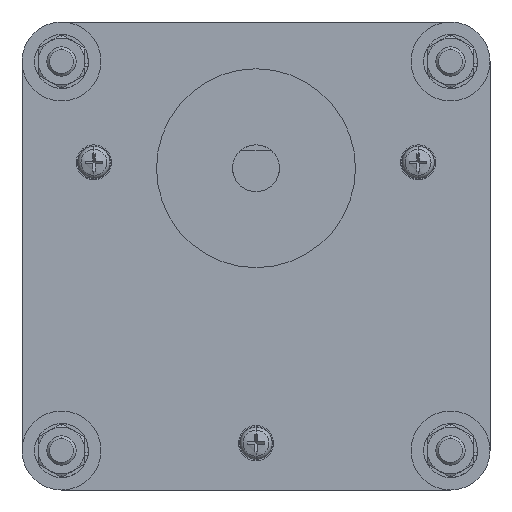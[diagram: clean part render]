
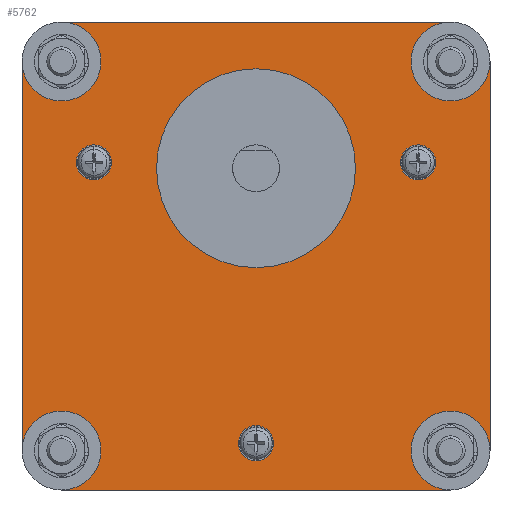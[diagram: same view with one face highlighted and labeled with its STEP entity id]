
A CAD part, left-side view. The second image highlights one B-rep face of the part: STEP entity #5762.
In plain terms, the highlighted planar face has unit normal (-1, 0, 0).
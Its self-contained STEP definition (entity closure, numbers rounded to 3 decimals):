
#5281=CARTESIAN_POINT('POINT5688',(0.5,
   0.,17.));
#5282=VERTEX_POINT('VERTEX5688',#5281);
#5289=CARTESIAN_POINT('POINT5689',(0.5,0.,
   -17.));
#5290=VERTEX_POINT('VERTEX5689',#5289);
#5291=CARTESIAN_POINT('POS7756',(0.5,0.,
   0.));
#5292=DIRECTION('DIR12015',(-1.,0.,0.));
#5293=DIRECTION('DIR12016',(0.,0.,1.));
#5294=AXIS2_PLACEMENT_3D('AXIS4260',#5291,#5292,#5293);
#5295=CIRCLE('ELLIPSE2070',#5294,17.);
#5296=EDGE_CURVE('EDGE9346',#5282,#5290,#5295,.T.);
#5316=EDGE_CURVE('EDGE9348',#5290,#5282,#5295,.T.);
#5321=CARTESIAN_POINT('POINT5690',(0.5,
   25.115,-0.5));
#5322=VERTEX_POINT('VERTEX5690',#5321);
#5329=CARTESIAN_POINT('POINT5691',(0.5,
   30.311,2.5));
#5330=VERTEX_POINT('VERTEX5691',#5329);
#5331=CARTESIAN_POINT('POS7760',(0.5,
   27.713,1.));
#5332=DIRECTION('DIR12021',(1.,0.,
   0.));
#5333=DIRECTION('DIR12022',(0.,-0.866
   ,-0.5));
#5334=AXIS2_PLACEMENT_3D('AXIS4262',#5331,#5332,#5333);
#5335=CIRCLE('ELLIPSE2071',#5334,3.);
#5336=EDGE_CURVE('EDGE9350',#5330,#5322,#5335,.T.);
#5356=EDGE_CURVE('EDGE9352',#5322,#5330,#5335,.T.);
#5361=CARTESIAN_POINT('POINT5692',(0.5,
   -25.115,-0.5));
#5362=VERTEX_POINT('VERTEX5692',#5361);
#5369=CARTESIAN_POINT('POINT5693',(0.5,
   -30.311,2.5));
#5370=VERTEX_POINT('VERTEX5693',#5369);
#5371=CARTESIAN_POINT('POS7764',(0.5,
   -27.713,1.));
#5372=DIRECTION('DIR12027',(1.,0.,
   0.));
#5373=DIRECTION('DIR12028',(0.,0.866,
   -0.5));
#5374=AXIS2_PLACEMENT_3D('AXIS4264',#5371,#5372,#5373);
#5375=CIRCLE('ELLIPSE2072',#5374,3.);
#5376=EDGE_CURVE('EDGE9354',#5370,#5362,#5375,.T.);
#5396=EDGE_CURVE('EDGE9356',#5362,#5370,#5375,.T.);
#5401=CARTESIAN_POINT('POINT5694',(0.5,0.,
   -44.));
#5402=VERTEX_POINT('VERTEX5694',#5401);
#5409=CARTESIAN_POINT('POINT5695',(0.5,
   0.,-50.));
#5410=VERTEX_POINT('VERTEX5695',#5409);
#5411=CARTESIAN_POINT('POS7768',(0.5,0.,
   -47.));
#5412=DIRECTION('DIR12033',(1.,0.,0.));
#5413=DIRECTION('DIR12034',(0.,0.,1.));
#5414=AXIS2_PLACEMENT_3D('AXIS4266',#5411,#5412,#5413);
#5415=CIRCLE('ELLIPSE2073',#5414,3.);
#5416=EDGE_CURVE('EDGE9358',#5410,#5402,#5415,.T.);
#5436=EDGE_CURVE('EDGE9360',#5402,#5410,#5415,.T.);
#5476=CARTESIAN_POINT('POINT5698',(0.5,33.25,
   25.));
#5477=VERTEX_POINT('VERTEX5698',#5476);
#5485=CARTESIAN_POINT('POINT5699',(0.5,33.25,
   11.5));
#5486=VERTEX_POINT('VERTEX5699',#5485);
#5493=CARTESIAN_POINT('POS7775',(0.5,33.25,
   18.25));
#5494=DIRECTION('DIR12044',(1.,0.,0.));
#5495=DIRECTION('DIR12045',(0.,0.,-1.));
#5496=AXIS2_PLACEMENT_3D('AXIS4270',#5493,#5494,#5495);
#5497=CIRCLE('ELLIPSE2075',#5496,6.75);
#5498=EDGE_CURVE('EDGE9365',#5477,#5486,#5497,.T.);
#5547=CARTESIAN_POINT('POINT5703',(0.5,40.,
   -48.25));
#5548=VERTEX_POINT('VERTEX5703',#5547);
#5556=CARTESIAN_POINT('POINT5704',(0.5,26.5,
   -48.25));
#5557=VERTEX_POINT('VERTEX5704',#5556);
#5564=CARTESIAN_POINT('POS7781',(0.5,33.25,
   -48.25));
#5565=DIRECTION('DIR12054',(1.,0.,0.));
#5566=DIRECTION('DIR12055',(0.,0.,-1.));
#5567=AXIS2_PLACEMENT_3D('AXIS4274',#5564,#5565,#5566);
#5568=CIRCLE('ELLIPSE2077',#5567,6.75);
#5569=EDGE_CURVE('EDGE9371',#5548,#5557,#5568,.T.);
#5614=CARTESIAN_POINT('POINT5707',(0.5,-33.25,
   -55.));
#5615=VERTEX_POINT('VERTEX5707',#5614);
#5623=CARTESIAN_POINT('POINT5708',(0.5,-33.25,
   -41.5));
#5624=VERTEX_POINT('VERTEX5708',#5623);
#5631=CARTESIAN_POINT('POS7787',(0.5,-33.25,
   -48.25));
#5632=DIRECTION('DIR12064',(1.,0.,0.));
#5633=DIRECTION('DIR12065',(0.,0.,-1.));
#5634=AXIS2_PLACEMENT_3D('AXIS4278',#5631,#5632,#5633);
#5635=CIRCLE('ELLIPSE2079',#5634,6.75);
#5636=EDGE_CURVE('EDGE9376',#5615,#5624,#5635,.T.);
#5685=ORIENTED_EDGE('COEDGE18795',*,*,#5569,.T.);
#5686=CARTESIAN_POINT('POINT5712',(0.5,33.25,
   -55.));
#5687=VERTEX_POINT('VERTEX5712',#5686);
#5688=EDGE_CURVE('EDGE9380',#5557,#5687,#5568,.T.);
#5689=ORIENTED_EDGE('COEDGE18796',*,*,#5688,.T.);
#5690=CARTESIAN_POINT('POS7791',(0.5,33.25,
   -55.));
#5691=DIRECTION('DIR12072',(0.,-1.,0.));
#5692=VECTOR('VEC3510',#5691,1.);
#5693=LINE('STRAIGHT3510',#5690,#5692);
#5694=EDGE_CURVE('EDGE9381',#5687,#5615,#5693,.T.);
#5695=ORIENTED_EDGE('COEDGE18797',*,*,#5694,.T.);
#5696=ORIENTED_EDGE('COEDGE18798',*,*,#5636,.T.);
#5697=CARTESIAN_POINT('POINT5713',(0.5,-40.,
   -48.25));
#5698=VERTEX_POINT('VERTEX5713',#5697);
#5699=EDGE_CURVE('EDGE9382',#5624,#5698,#5635,.T.);
#5700=ORIENTED_EDGE('COEDGE18799',*,*,#5699,.T.);
#5701=CARTESIAN_POINT('POINT5714',(0.5,-40.,
   18.25));
#5702=VERTEX_POINT('VERTEX5714',#5701);
#5703=CARTESIAN_POINT('POS7792',(0.5,-40.,-15.));
#5704=DIRECTION('DIR12073',(0.,0.,1.));
#5705=VECTOR('VEC3511',#5704,1.);
#5706=LINE('STRAIGHT3511',#5703,#5705);
#5707=EDGE_CURVE('EDGE9383',#5698,#5702,#5706,.T.);
#5708=ORIENTED_EDGE('COEDGE18800',*,*,#5707,.T.);
#5709=CARTESIAN_POINT('POINT5715',(0.5,-26.5,
   18.25));
#5710=VERTEX_POINT('VERTEX5715',#5709);
#5711=CARTESIAN_POINT('POS7793',(0.5,-33.25,
   18.25));
#5712=DIRECTION('DIR12074',(1.,0.,0.));
#5713=DIRECTION('DIR12075',(0.,0.,-1.));
#5714=AXIS2_PLACEMENT_3D('AXIS4282',#5711,#5712,#5713);
#5715=CIRCLE('ELLIPSE2081',#5714,6.75);
#5716=EDGE_CURVE('EDGE9384',#5702,#5710,#5715,.T.);
#5717=ORIENTED_EDGE('COEDGE18801',*,*,#5716,.T.);
#5718=CARTESIAN_POINT('POINT5716',(0.5,-33.25,
   25.));
#5719=VERTEX_POINT('VERTEX5716',#5718);
#5720=EDGE_CURVE('EDGE9385',#5710,#5719,#5715,.T.);
#5721=ORIENTED_EDGE('COEDGE18802',*,*,#5720,.T.);
#5722=CARTESIAN_POINT('POS7794',(0.5,-33.25,
   25.));
#5723=DIRECTION('DIR12076',(0.,1.,0.));
#5724=VECTOR('VEC3512',#5723,1.);
#5725=LINE('STRAIGHT3512',#5722,#5724);
#5726=EDGE_CURVE('EDGE9386',#5719,#5477,#5725,.T.);
#5727=ORIENTED_EDGE('COEDGE18803',*,*,#5726,.T.);
#5728=ORIENTED_EDGE('COEDGE18804',*,*,#5498,.T.);
#5729=CARTESIAN_POINT('POINT5717',(0.5,40.,
   18.25));
#5730=VERTEX_POINT('VERTEX5717',#5729);
#5731=EDGE_CURVE('EDGE9387',#5486,#5730,#5497,.T.);
#5732=ORIENTED_EDGE('COEDGE18805',*,*,#5731,.T.);
#5733=CARTESIAN_POINT('POS7795',(0.5,40.,
   18.25));
#5734=DIRECTION('DIR12077',(0.,0.,-1.));
#5735=VECTOR('VEC3513',#5734,1.);
#5736=LINE('STRAIGHT3513',#5733,#5735);
#5737=EDGE_CURVE('EDGE9388',#5730,#5548,#5736,.T.);
#5738=ORIENTED_EDGE('COEDGE18806',*,*,#5737,.T.);
#5739=EDGE_LOOP('NONE',(#5685,#5689,#5695,#5696,#5700,#5708,#5717,#5721,
   #5727,#5728,#5732,#5738));
#5740=FACE_BOUND('LOOP1',#5739,.T.);
#5741=ORIENTED_EDGE('COEDGE18807',*,*,#5436,.T.);
#5742=ORIENTED_EDGE('COEDGE18808',*,*,#5416,.T.);
#5743=EDGE_LOOP('NONE',(#5741,#5742));
#5744=FACE_BOUND('LOOP1',#5743,.T.);
#5745=ORIENTED_EDGE('COEDGE18809',*,*,#5396,.T.);
#5746=ORIENTED_EDGE('COEDGE18810',*,*,#5376,.T.);
#5747=EDGE_LOOP('NONE',(#5745,#5746));
#5748=FACE_BOUND('LOOP1',#5747,.T.);
#5749=ORIENTED_EDGE('COEDGE18811',*,*,#5356,.T.);
#5750=ORIENTED_EDGE('COEDGE18812',*,*,#5336,.T.);
#5751=EDGE_LOOP('NONE',(#5749,#5750));
#5752=FACE_BOUND('LOOP1',#5751,.T.);
#5753=ORIENTED_EDGE('COEDGE18813',*,*,#5316,.F.);
#5754=ORIENTED_EDGE('COEDGE18814',*,*,#5296,.F.);
#5755=EDGE_LOOP('NONE',(#5753,#5754));
#5756=FACE_BOUND('LOOP1',#5755,.T.);
#5757=CARTESIAN_POINT('POS7796',(0.5,0.,
   -15.));
#5758=DIRECTION('DIR12078',(1.,0.,0.));
#5759=DIRECTION('DIR12079',(0.,1.,0.));
#5760=AXIS2_PLACEMENT_3D('AXIS4283',#5757,#5758,#5759);
#5761=PLANE('PLANE1266',#5760);
#5762=ADVANCED_FACE('FACE4097',(#5740,#5744,#5748,#5752,#5756),#5761,.F.
   );
